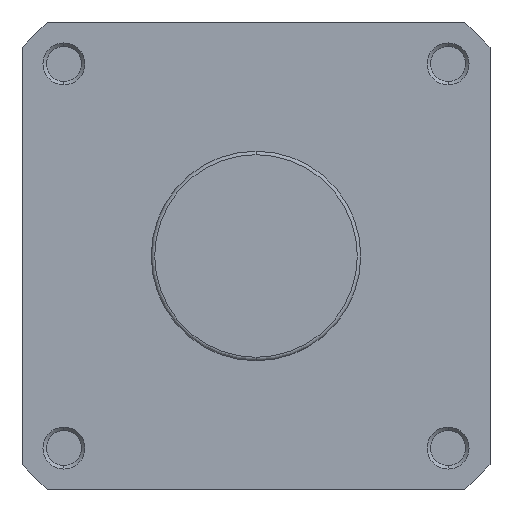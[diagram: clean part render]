
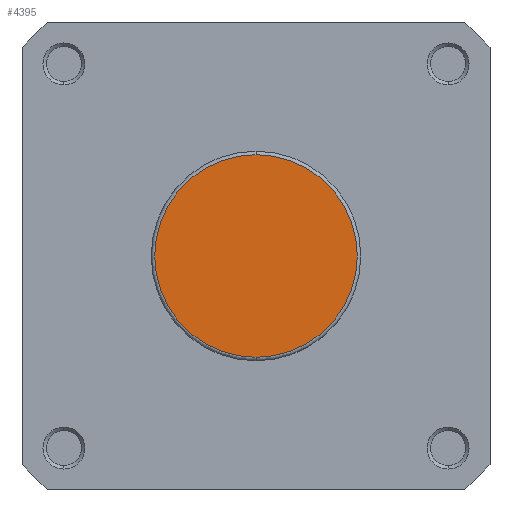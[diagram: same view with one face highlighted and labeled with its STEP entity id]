
A CAD part, left-side view. The second image highlights one B-rep face of the part: STEP entity #4395.
In plain terms, the highlighted planar face has unit normal (-1, 0, 0).
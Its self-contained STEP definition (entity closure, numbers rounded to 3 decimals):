
#119 = DIRECTION ( 'NONE',  ( -1., 0., 0. ) ) ;
#130 = CARTESIAN_POINT ( 'NONE',  ( 0., 0., 0. ) ) ;
#155 = DIRECTION ( 'NONE',  ( 0., 0., -1. ) ) ;
#301 = DIRECTION ( 'NONE',  ( -1., 0., 0. ) ) ;
#568 = DIRECTION ( 'NONE',  ( 0., 0., -1. ) ) ;
#571 = CARTESIAN_POINT ( 'NONE',  ( 0., 0., 0. ) ) ;
#655 = ORIENTED_EDGE ( 'NONE', *, *, #3541, .T. ) ;
#682 = ORIENTED_EDGE ( 'NONE', *, *, #3552, .T. ) ;
#1349 = CIRCLE ( 'NONE', #3840, 29. ) ;
#1365 = CIRCLE ( 'NONE', #3847, 29. ) ;
#2051 = FACE_OUTER_BOUND ( 'NONE', #5141, .T. ) ;
#3160 = CARTESIAN_POINT ( 'NONE',  ( 0., 30., 0. ) ) ;
#3161 = PLANE ( 'NONE',  #4156 ) ;
#3163 = DIRECTION ( 'NONE',  ( 1., 0., 0. ) ) ;
#3164 = DIRECTION ( 'NONE',  ( 0., 0., -1. ) ) ;
#3431 = CARTESIAN_POINT ( 'NONE',  ( 0., 0., -29. ) ) ;
#3541 = EDGE_CURVE ( 'NONE', #5282, #5380, #1349, .T. ) ;
#3552 = EDGE_CURVE ( 'NONE', #5380, #5282, #1365, .T. ) ;
#3840 = AXIS2_PLACEMENT_3D ( 'NONE', #130, #119, #155 ) ;
#3847 = AXIS2_PLACEMENT_3D ( 'NONE', #571, #301, #568 ) ;
#4156 = AXIS2_PLACEMENT_3D ( 'NONE', #3160, #3163, #3164 ) ;
#4395 = ADVANCED_FACE ( 'NONE', ( #2051 ), #3161, .F. ) ;
#4617 = CARTESIAN_POINT ( 'NONE',  ( 0., 0., 29. ) ) ;
#5141 = EDGE_LOOP ( 'NONE', ( #655, #682 ) ) ;
#5282 = VERTEX_POINT ( 'NONE', #3431 ) ;
#5380 = VERTEX_POINT ( 'NONE', #4617 ) ;
